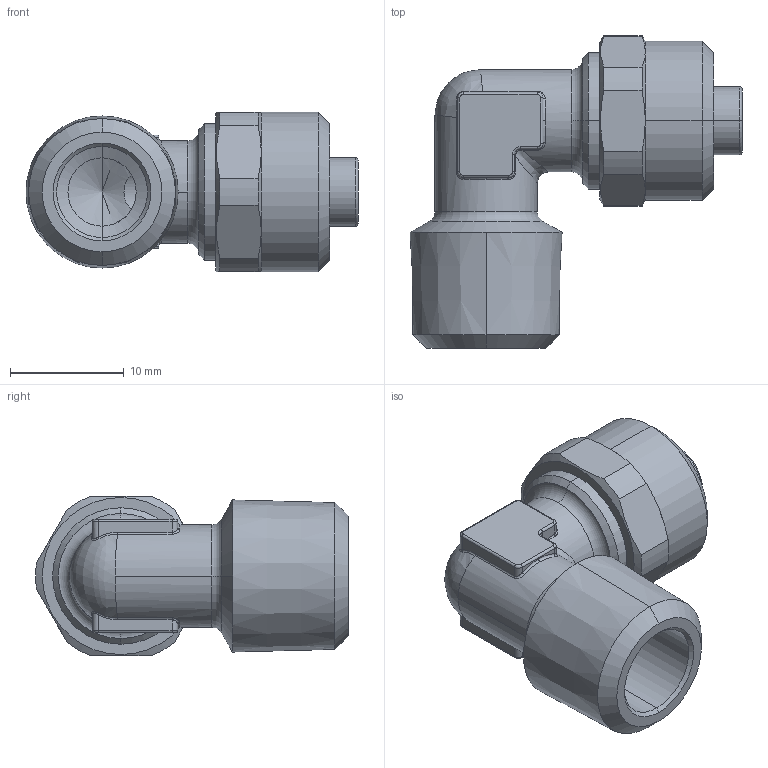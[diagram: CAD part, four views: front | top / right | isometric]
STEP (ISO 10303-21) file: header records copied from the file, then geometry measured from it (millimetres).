
FILE_DESCRIPTION (( 'STEP AP203' ), '1' );
FILE_NAME ('02060042.STEP', '2011-09-20T12:49:45', ( '' ), ( 'sopra-pneumatic' ), 'SwSTEP 2.0', 'SolidWorks 2011', '' );
FILE_SCHEMA (( 'CONFIG_CONTROL_DESIGN' ));
Length unit declared in the file: millimetre
Products named in the file (1): 02060042
Bounding box: 29.19 x 27.49 x 14 mm (x, y, z)
Volume: 3154.6 mm3; surface area: 2693.7 mm2
Topology: 1 solids, 1 shells, 157 faces, 367 edges, 213 vertices
Faces by surface type: cylinder 58, cone 28, plane 25, torus 24, bspline 22
Entity records: 5169 total; most frequent: CARTESIAN_POINT 1638, DIRECTION 740, ORIENTED_EDGE 730, EDGE_CURVE 365, AXIS2_PLACEMENT_3D 311, VERTEX_POINT 213, CIRCLE 175, EDGE_LOOP 162
